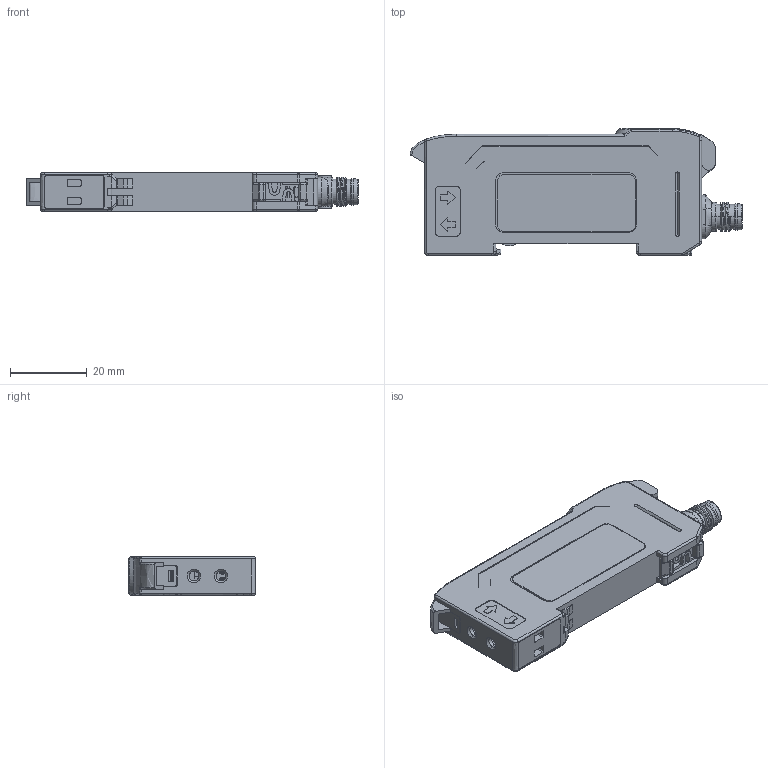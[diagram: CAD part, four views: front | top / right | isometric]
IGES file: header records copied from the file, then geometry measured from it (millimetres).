
Start section:  PTC IGES file: 161274.igs
Global section: file name: 161274.igs; native system: Pro/ENGINEER by Parametric Technology Corporation; preprocessor: 2009141; author: banengservice; organization: Unknown; date: 20120312.100244; units: inch
Bounding box: 86.3 x 33 x 10.1 mm (x, y, z)
Volume: 8999 mm3; surface area: 18934.3 mm2
Topology: 6 solids, 6 shells, 2550 faces, 6892 edges, 4424 vertices
Faces by surface type: bspline 1857, revolution 688, extrusion 5
